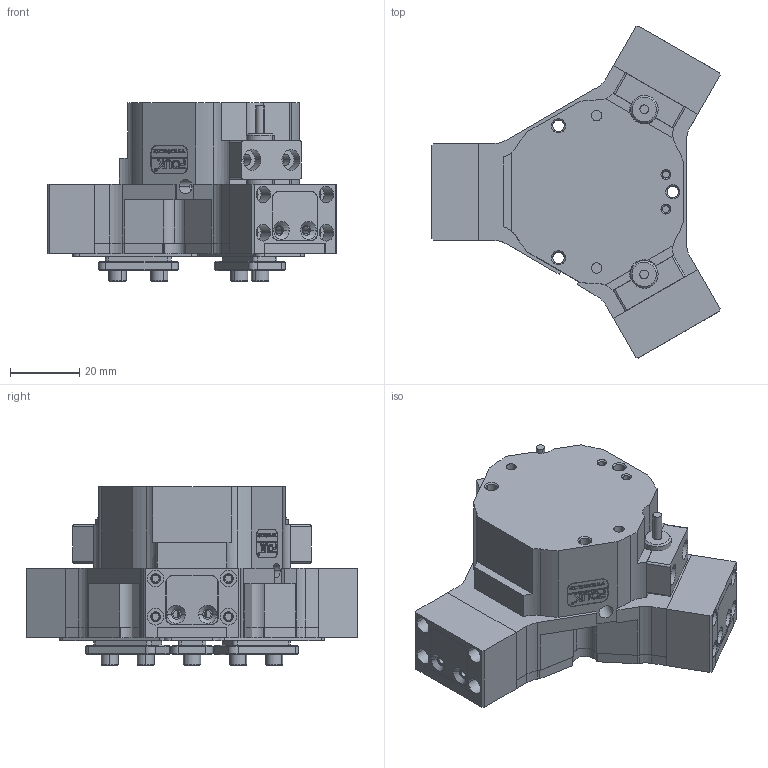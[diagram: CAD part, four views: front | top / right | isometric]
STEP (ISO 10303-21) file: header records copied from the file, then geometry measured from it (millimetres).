
FILE_DESCRIPTION (( 'STEP AP203' ), '1' );
FILE_NAME ('TZ33-74-L-P.STEP', '2024-11-27T07:01:10', ( 'USER-' ), ( 'Microsoft' ), 'SwSTEP 2.0', 'SolidWorks 2018', '' );
FILE_SCHEMA (( 'CONFIG_CONTROL_DESIGN' ));
Length unit declared in the file: millimetre
Products named in the file (15): TZ33-74-L-11奻葡裔啣; 揤輸杅耀.sldasm-Part-9; TZ33-74-L-14 忒硌薊啣; TZ33-74-L-15 耜猾苤裔; 12x8-R2; TZ33-74-L杅耀.sldasm-Part-12; 揤輸蚾饜极; TZ33-74-L-P; 8-18換覜ん; TZ33-74-L杅耀.sldasm-Part-1; 潔擒13羲壽揤极; 5x3-10种杶; 埴翐芛_GB_FASTENER_SCREWS_HSHCS M2X8-N; TZ33-74-L-13 移动挡板(默认); TZ33-74-L-12 耜猾极
Assembly tree (33 placements, depth 3):
  TZ33-74-L-P
    潔擒13羲壽揤极  x2
    5x3-10种杶  x6
    8-18換覜ん  x2
    TZ33-74-L-11奻葡裔啣
    TZ33-74-L-12 耜猾极  x3
    TZ33-74-L-15 耜猾苤裔  x3
    TZ33-74-L-14 忒硌薊啣  x3
    TZ33-74-L-13 移动挡板(默认)  x3
    TZ33-74-L杅耀.sldasm-Part-12
    TZ33-74-L杅耀.sldasm-Part-1  x3
    揤輸蚾饜极  x2
      揤輸杅耀.sldasm-Part-9
      埴翐芛_GB_FASTENER_SCREWS_HSHCS M2X8-N
    12x8-R2
Bounding box: 83.12 x 95.77 x 51.5 mm (x, y, z)
Volume: 119971.7 mm3; surface area: 58515.9 mm2
Topology: 34 solids, 48 shells, 1976 faces, 5026 edges, 3195 vertices
Faces by surface type: plane 870, cylinder 615, cone 328, bspline 155, torus 8
Entity records: 47102 total; most frequent: CARTESIAN_POINT 13261, ORIENTED_EDGE 6686, DIRECTION 6375, EDGE_CURVE 3343, VERTEX_POINT 2174, AXIS2_PLACEMENT_3D 2164, LINE 2047, VECTOR 2047
